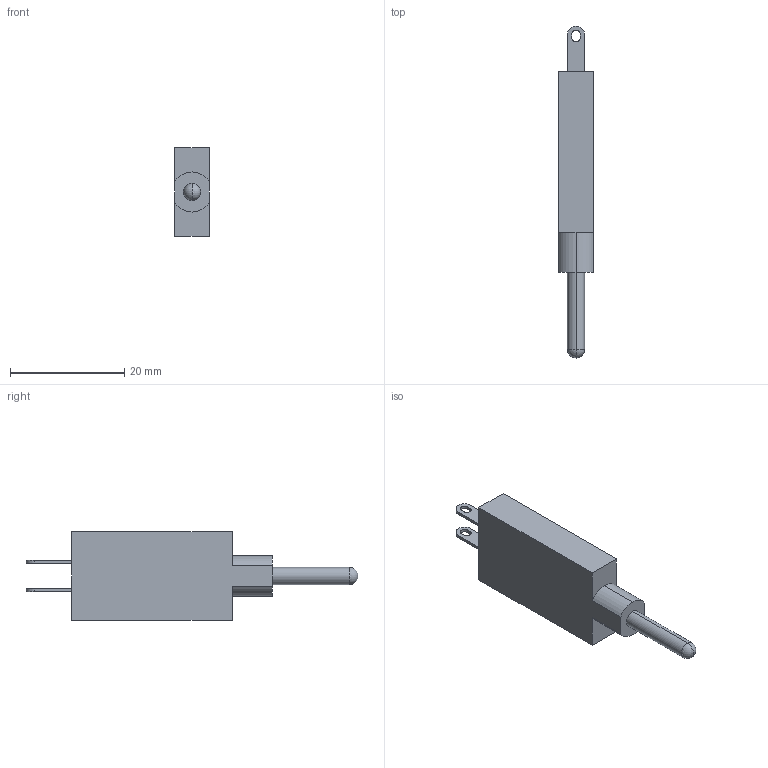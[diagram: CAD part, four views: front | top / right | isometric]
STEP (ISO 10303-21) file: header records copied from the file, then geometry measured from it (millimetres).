
FILE_DESCRIPTION(('starvars output'),'2;1');
FILE_NAME('ZB6EG3B_3D.stp','08:20:47 2020/04/01',( 'Thomas Industrial Network Germany GmbH'),( 'Thomas Industrial Network Germany GmbH'),'unknown preprocess','ACIS' ,'unknown authorization');
FILE_SCHEMA(('AUTOMOTIVE_DESIGN_CC2 {UNKNOWN IMPLEMENTATION LEVEL}'));
Length unit declared in the file: millimetre
Products named in the file (1): PRODUCT_ID_447
Bounding box: 6 x 58 x 15.5 mm (x, y, z)
Volume: 2979.4 mm3; surface area: 1778.2 mm2
Topology: 1 solids, 1 shells, 36 faces, 96 edges, 61 vertices
Faces by surface type: plane 20, cylinder 14, sphere 2
Entity records: 1394 total; most frequent: ORIENTED_EDGE 184, CARTESIAN_POINT 172, DIRECTION 162, EDGE_CURVE 92, VERTEX_POINT 61, VECTOR 60, LINE 60, AXIS2_PLACEMENT_3D 51
